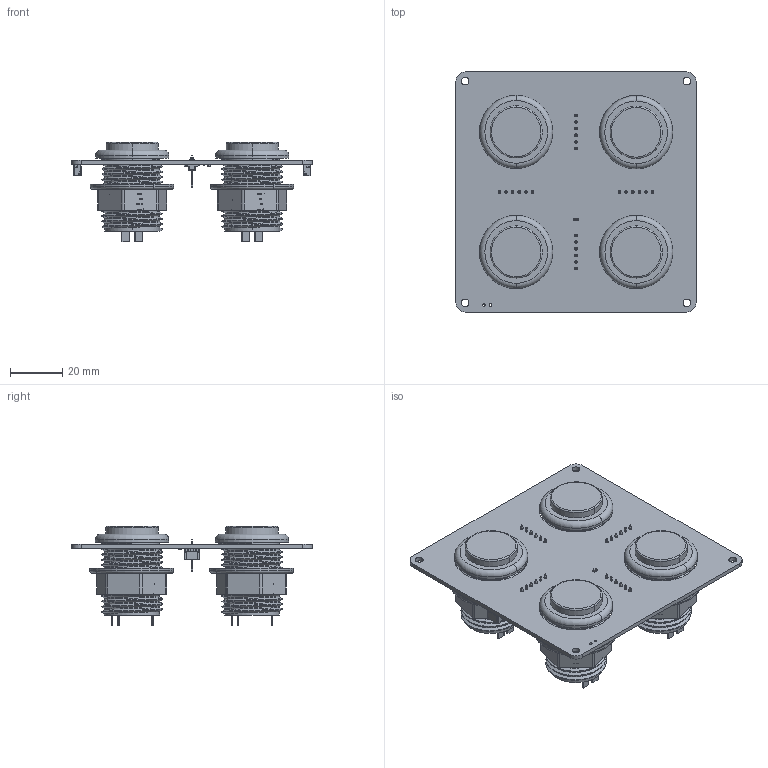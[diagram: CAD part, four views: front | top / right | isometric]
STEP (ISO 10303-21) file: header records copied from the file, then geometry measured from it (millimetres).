
FILE_DESCRIPTION(('Open CASCADE Model'),'2;1');
FILE_NAME('Open CASCADE Shape Model','2025-07-24T07:04:20',('Author'),( 'Open CASCADE'),'Open CASCADE STEP processor 7.5','Open CASCADE 7.5' ,'Unknown');
FILE_SCHEMA(('AUTOMOTIVE_DESIGN { 1 0 10303 214 1 1 1 1 }'));
Length unit declared in the file: millimetre
Products named in the file (65): PCB; Board; Open CASCADE STEP translator 7.5 2.1.1; R13; 0603 SMD Resistor; R12; R11; R10; R8; R7; R6; R5; R3; R2; R1; R9; J6; Conn_Molex_22-28-4060_eec; 1; 022284060; Molex Logo; J5; J4; J3; STAT1; 0603 LED Green; Solid1; Solid4; R4; 6097538528; Extruded; 6097538768; U; DUELink-U-Connector-BM04B-SRSS-TB; D; DUELink-Connector-BM04B-SRSS-TB; C2; 0805 SMD Capacitor; C1; 6097539088 ...
Assembly tree (80 placements, depth 5):
  PCB
    Board
      Open CASCADE STEP translator 7.5 2.1.1
    R13
      0603 SMD Resistor
    R12
      0603 SMD Resistor
    R11
      0603 SMD Resistor
    R10
      0603 SMD Resistor
    R8
      0603 SMD Resistor
    R7
      0603 SMD Resistor
    R6
      0603 SMD Resistor
    R5
      0603 SMD Resistor
    R3
      0603 SMD Resistor
    R2
      0603 SMD Resistor
    R1
      0603 SMD Resistor
    R9
      0603 SMD Resistor
    J6
      Conn_Molex_22-28-4060_eec
        1
          1
          022284060
        Molex Logo
    J5
      Conn_Molex_22-28-4060_eec
        1
          1
          022284060
        Molex Logo
    J4
      Conn_Molex_22-28-4060_eec
        1
          1
          022284060
        Molex Logo
    J3
      Conn_Molex_22-28-4060_eec
        1
          1
          022284060
        Molex Logo
    STAT1
      0603 LED Green
        Solid1
        Solid4
        Solid1
        Solid1
        Solid4
        Solid1
        Solid1
Bounding box: 92 x 92 x 38 mm (x, y, z)
Volume: 47685.3 mm3; surface area: 53887.7 mm2
Topology: 152 solids, 152 shells, 4579 faces, 12942 edges, 10184 vertices
Faces by surface type: plane 2808, cylinder 848, bspline 795, sphere 104, torus 24
Full cylindrical faces by diameter (mm): 1.016 x2, 1.02 x24, 3 x4, 28 x4
Entity records: 102592 total; most frequent: CARTESIAN_POINT 36833, DIRECTION 11714, ORIENTED_EDGE 11304, EDGE_CURVE 5652, LINE 5504, VECTOR 5504, VERTEX_POINT 3688, AXIS2_PLACEMENT_3D 3105
